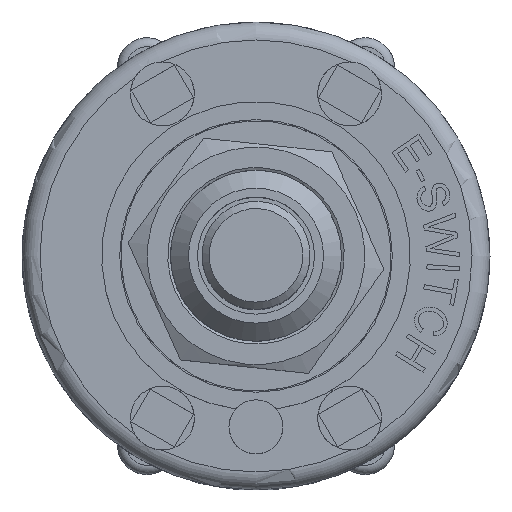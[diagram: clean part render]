
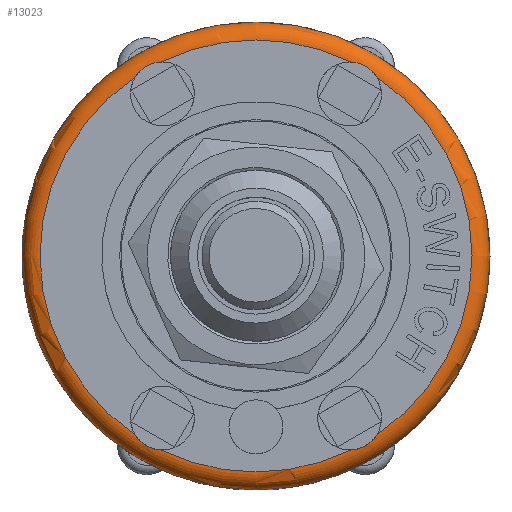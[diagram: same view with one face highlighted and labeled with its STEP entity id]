
A CAD part, top view. The second image highlights one B-rep face of the part: STEP entity #13023.
In plain terms, the highlighted toroidal (fillet/blend) face has major radius 12 mm and minor radius 1 mm.
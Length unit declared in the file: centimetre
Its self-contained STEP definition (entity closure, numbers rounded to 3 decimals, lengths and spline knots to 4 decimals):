
#26=TOROIDAL_SURFACE('',#13678,1.2,0.1);
#624=B_SPLINE_CURVE_WITH_KNOTS('',3,(#22425,#22426,#22427,#22428,#22429,
#22430,#22431,#22432,#22433,#22434,#22435,#22436),.UNSPECIFIED.,.F.,.F.,
(4,2,2,2,2,4),(-0.2692,-0.2446,-0.216,
-0.1921,-0.1645,-0.1357),.UNSPECIFIED.);
#625=B_SPLINE_CURVE_WITH_KNOTS('',3,(#22447,#22448,#22449,#22450,#22451,
#22452,#22453,#22454,#22455,#22456,#22457,#22458),.UNSPECIFIED.,.F.,.F.,
(4,2,2,2,2,4),(-0.2692,-0.2446,-0.216,
-0.1921,-0.1645,-0.1357),.UNSPECIFIED.);
#626=B_SPLINE_CURVE_WITH_KNOTS('',3,(#22469,#22470,#22471,#22472,#22473,
#22474,#22475,#22476,#22477,#22478,#22479,#22480),.UNSPECIFIED.,.F.,.F.,
(4,2,2,2,2,4),(-0.2692,-0.2446,-0.216,
-0.1921,-0.1645,-0.1357),.UNSPECIFIED.);
#627=B_SPLINE_CURVE_WITH_KNOTS('',3,(#22491,#22492,#22493,#22494,#22495,
#22496,#22497,#22498,#22499,#22500,#22501,#22502),.UNSPECIFIED.,.F.,.F.,
(4,2,2,2,2,4),(-0.2692,-0.2446,-0.216,
-0.1921,-0.1645,-0.1357),.UNSPECIFIED.);
#1796=FACE_OUTER_BOUND('',#2566,.T.);
#2566=EDGE_LOOP('',(#12047,#12048,#12049,#12050,#12051,#12052,#12053,#12054,
#12055,#12056,#12057,#12058));
#5494=CIRCLE('',#13616,1.3);
#5510=CIRCLE('',#13679,0.1);
#5511=CIRCLE('',#13680,1.2);
#5512=CIRCLE('',#13681,1.2);
#5513=CIRCLE('',#13682,1.2);
#5514=CIRCLE('',#13683,1.2);
#5515=CIRCLE('',#13684,1.2);
#6619=VERTEX_POINT('',#22144);
#6715=VERTEX_POINT('',#22423);
#6716=VERTEX_POINT('',#22424);
#6719=VERTEX_POINT('',#22445);
#6720=VERTEX_POINT('',#22446);
#6723=VERTEX_POINT('',#22467);
#6724=VERTEX_POINT('',#22468);
#6727=VERTEX_POINT('',#22489);
#6728=VERTEX_POINT('',#22490);
#6731=VERTEX_POINT('',#22511);
#8401=EDGE_CURVE('',#6619,#6619,#5494,.T.);
#8545=EDGE_CURVE('',#6715,#6716,#624,.T.);
#8550=EDGE_CURVE('',#6719,#6720,#625,.T.);
#8555=EDGE_CURVE('',#6723,#6724,#626,.T.);
#8560=EDGE_CURVE('',#6727,#6728,#627,.T.);
#8565=EDGE_CURVE('',#6619,#6731,#5510,.T.);
#8566=EDGE_CURVE('',#6731,#6723,#5511,.T.);
#8567=EDGE_CURVE('',#6724,#6719,#5512,.T.);
#8568=EDGE_CURVE('',#6720,#6715,#5513,.T.);
#8569=EDGE_CURVE('',#6716,#6727,#5514,.T.);
#8570=EDGE_CURVE('',#6728,#6731,#5515,.T.);
#12047=ORIENTED_EDGE('',*,*,#8401,.T.);
#12048=ORIENTED_EDGE('',*,*,#8565,.T.);
#12049=ORIENTED_EDGE('',*,*,#8566,.T.);
#12050=ORIENTED_EDGE('',*,*,#8555,.T.);
#12051=ORIENTED_EDGE('',*,*,#8567,.T.);
#12052=ORIENTED_EDGE('',*,*,#8550,.T.);
#12053=ORIENTED_EDGE('',*,*,#8568,.T.);
#12054=ORIENTED_EDGE('',*,*,#8545,.T.);
#12055=ORIENTED_EDGE('',*,*,#8569,.T.);
#12056=ORIENTED_EDGE('',*,*,#8560,.T.);
#12057=ORIENTED_EDGE('',*,*,#8570,.T.);
#12058=ORIENTED_EDGE('',*,*,#8565,.F.);
#13023=ADVANCED_FACE('',(#1796),#26,.T.);
#13616=AXIS2_PLACEMENT_3D('',#22145,#16034,#16035);
#13678=AXIS2_PLACEMENT_3D('',#22510,#16302,#16303);
#13679=AXIS2_PLACEMENT_3D('',#22512,#16304,#16305);
#13680=AXIS2_PLACEMENT_3D('',#22513,#16306,#16307);
#13681=AXIS2_PLACEMENT_3D('',#22514,#16308,#16309);
#13682=AXIS2_PLACEMENT_3D('',#22515,#16310,#16311);
#13683=AXIS2_PLACEMENT_3D('',#22516,#16312,#16313);
#13684=AXIS2_PLACEMENT_3D('',#22517,#16314,#16315);
#16034=DIRECTION('center_axis',(0.,0.,1.));
#16035=DIRECTION('ref_axis',(-1.,0.,0.));
#16302=DIRECTION('center_axis',(0.,0.,-1.));
#16303=DIRECTION('ref_axis',(-1.,0.,0.));
#16304=DIRECTION('center_axis',(0.,-1.,0.));
#16305=DIRECTION('ref_axis',(1.,0.,0.));
#16306=DIRECTION('center_axis',(0.,0.,-1.));
#16307=DIRECTION('ref_axis',(-1.,0.,0.));
#16308=DIRECTION('center_axis',(0.,0.,-1.));
#16309=DIRECTION('ref_axis',(-1.,0.,0.));
#16310=DIRECTION('center_axis',(0.,0.,-1.));
#16311=DIRECTION('ref_axis',(-1.,0.,0.));
#16312=DIRECTION('center_axis',(0.,0.,-1.));
#16313=DIRECTION('ref_axis',(-1.,0.,0.));
#16314=DIRECTION('center_axis',(0.,0.,-1.));
#16315=DIRECTION('ref_axis',(-1.,0.,0.));
#22144=CARTESIAN_POINT('',(1.3,0.,0.92));
#22145=CARTESIAN_POINT('Origin',(0.,0.,0.92));
#22423=CARTESIAN_POINT('',(-0.67,0.9955,1.02));
#22424=CARTESIAN_POINT('',(-0.5271,1.078,1.02));
#22425=CARTESIAN_POINT('Ctrl Pts',(-0.67,0.9955,
1.02));
#22426=CARTESIAN_POINT('Ctrl Pts',(-0.6646,1.0041,
1.02));
#22427=CARTESIAN_POINT('Ctrl Pts',(-0.6583,1.0124,
1.0198));
#22428=CARTESIAN_POINT('Ctrl Pts',(-0.6428,1.0294,
1.0191));
#22429=CARTESIAN_POINT('Ctrl Pts',(-0.6335,1.0377,
1.0188));
#22430=CARTESIAN_POINT('Ctrl Pts',(-0.615,1.051,1.0184));
#22431=CARTESIAN_POINT('Ctrl Pts',(-0.6061,1.0563,
1.0184));
#22432=CARTESIAN_POINT('Ctrl Pts',(-0.5859,1.0659,1.0187));
#22433=CARTESIAN_POINT('Ctrl Pts',(-0.5747,1.07,1.019));
#22434=CARTESIAN_POINT('Ctrl Pts',(-0.551,1.0759,1.0197));
#22435=CARTESIAN_POINT('Ctrl Pts',(-0.539,1.0775,
1.02));
#22436=CARTESIAN_POINT('Ctrl Pts',(-0.5271,1.078,
1.02));
#22445=CARTESIAN_POINT('',(-0.5271,-1.078,1.02));
#22446=CARTESIAN_POINT('',(-0.67,-0.9955,1.02));
#22447=CARTESIAN_POINT('Ctrl Pts',(-0.5271,-1.078,
1.02));
#22448=CARTESIAN_POINT('Ctrl Pts',(-0.5373,-1.0776,
1.02));
#22449=CARTESIAN_POINT('Ctrl Pts',(-0.5476,-1.0763,
1.0198));
#22450=CARTESIAN_POINT('Ctrl Pts',(-0.5701,-1.0714,1.0191));
#22451=CARTESIAN_POINT('Ctrl Pts',(-0.5819,-1.0675,
1.0188));
#22452=CARTESIAN_POINT('Ctrl Pts',(-0.6027,-1.0581,
1.0184));
#22453=CARTESIAN_POINT('Ctrl Pts',(-0.6117,-1.053,
1.0184));
#22454=CARTESIAN_POINT('Ctrl Pts',(-0.6301,-1.0404,
1.0187));
#22455=CARTESIAN_POINT('Ctrl Pts',(-0.6393,-1.0327,
1.019));
#22456=CARTESIAN_POINT('Ctrl Pts',(-0.6562,-1.0151,
1.0197));
#22457=CARTESIAN_POINT('Ctrl Pts',(-0.6637,-1.0055,
1.02));
#22458=CARTESIAN_POINT('Ctrl Pts',(-0.67,-0.9955,
1.02));
#22467=CARTESIAN_POINT('',(0.67,-0.9955,1.02));
#22468=CARTESIAN_POINT('',(0.5271,-1.078,1.02));
#22469=CARTESIAN_POINT('Ctrl Pts',(0.67,-0.9955,
1.02));
#22470=CARTESIAN_POINT('Ctrl Pts',(0.6646,-1.0041,
1.02));
#22471=CARTESIAN_POINT('Ctrl Pts',(0.6583,-1.0124,
1.0198));
#22472=CARTESIAN_POINT('Ctrl Pts',(0.6428,-1.0294,
1.0191));
#22473=CARTESIAN_POINT('Ctrl Pts',(0.6335,-1.0377,
1.0188));
#22474=CARTESIAN_POINT('Ctrl Pts',(0.615,-1.051,
1.0184));
#22475=CARTESIAN_POINT('Ctrl Pts',(0.6061,-1.0563,
1.0184));
#22476=CARTESIAN_POINT('Ctrl Pts',(0.5859,-1.0659,1.0187));
#22477=CARTESIAN_POINT('Ctrl Pts',(0.5747,-1.07,1.019));
#22478=CARTESIAN_POINT('Ctrl Pts',(0.551,-1.0759,
1.0197));
#22479=CARTESIAN_POINT('Ctrl Pts',(0.539,-1.0775,
1.02));
#22480=CARTESIAN_POINT('Ctrl Pts',(0.5271,-1.078,
1.02));
#22489=CARTESIAN_POINT('',(0.5271,1.078,1.02));
#22490=CARTESIAN_POINT('',(0.67,0.9955,1.02));
#22491=CARTESIAN_POINT('Ctrl Pts',(0.5271,1.078,1.02));
#22492=CARTESIAN_POINT('Ctrl Pts',(0.5373,1.0776,1.02));
#22493=CARTESIAN_POINT('Ctrl Pts',(0.5476,1.0763,1.0198));
#22494=CARTESIAN_POINT('Ctrl Pts',(0.5701,1.0714,1.0191));
#22495=CARTESIAN_POINT('Ctrl Pts',(0.5819,1.0675,1.0188));
#22496=CARTESIAN_POINT('Ctrl Pts',(0.6027,1.0581,1.0184));
#22497=CARTESIAN_POINT('Ctrl Pts',(0.6117,1.053,1.0184));
#22498=CARTESIAN_POINT('Ctrl Pts',(0.6301,1.0404,1.0187));
#22499=CARTESIAN_POINT('Ctrl Pts',(0.6393,1.0327,1.019));
#22500=CARTESIAN_POINT('Ctrl Pts',(0.6562,1.0151,1.0197));
#22501=CARTESIAN_POINT('Ctrl Pts',(0.6637,1.0055,1.02));
#22502=CARTESIAN_POINT('Ctrl Pts',(0.67,0.9955,
1.02));
#22510=CARTESIAN_POINT('Origin',(0.,0.,0.92));
#22511=CARTESIAN_POINT('',(1.2,0.,1.02));
#22512=CARTESIAN_POINT('Origin',(1.2,0.,0.92));
#22513=CARTESIAN_POINT('Origin',(0.,0.,1.02));
#22514=CARTESIAN_POINT('Origin',(0.,0.,1.02));
#22515=CARTESIAN_POINT('Origin',(0.,0.,1.02));
#22516=CARTESIAN_POINT('Origin',(0.,0.,1.02));
#22517=CARTESIAN_POINT('Origin',(0.,0.,1.02));
